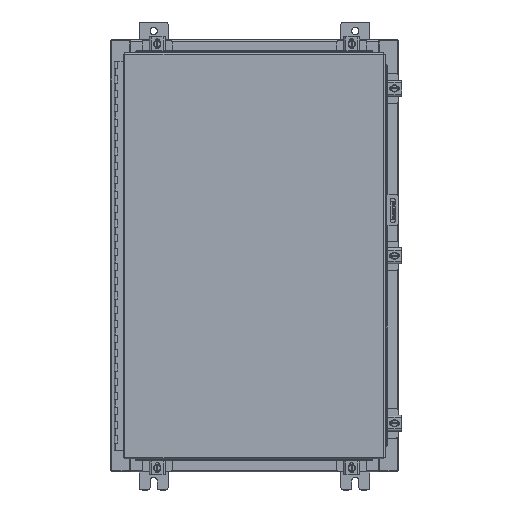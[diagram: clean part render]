
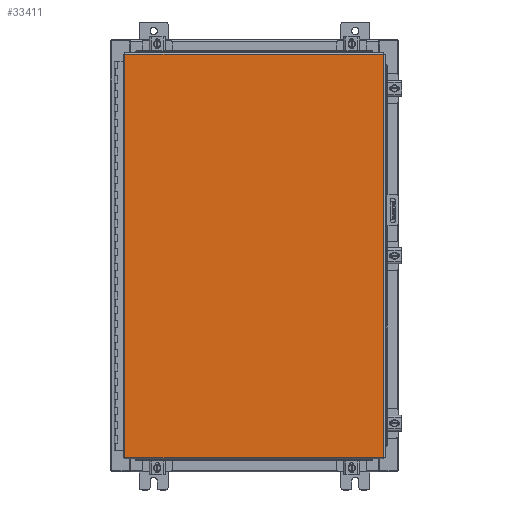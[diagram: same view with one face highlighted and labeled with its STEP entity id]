
A CAD part, top view. The second image highlights one B-rep face of the part: STEP entity #33411.
In plain terms, the highlighted planar face has unit normal (0, 0, 1).
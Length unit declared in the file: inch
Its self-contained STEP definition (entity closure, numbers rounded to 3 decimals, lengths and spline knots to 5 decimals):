
#662 = DIRECTION ( 'NONE',  ( 0., -1., 0. ) ) ;
#1158 = DIRECTION ( 'NONE',  ( 1., 0., 0. ) ) ;
#1172 = VECTOR ( 'NONE', #28872, 39.37008 ) ;
#3537 = DIRECTION ( 'NONE',  ( -1., 0., 0. ) ) ;
#3617 = LINE ( 'NONE', #35573, #18078 ) ;
#4246 = ORIENTED_EDGE ( 'NONE', *, *, #33424, .T. ) ;
#4256 = AXIS2_PLACEMENT_3D ( 'NONE', #17922, #20811, #3537 ) ;
#5541 = EDGE_CURVE ( 'NONE', #19054, #28630, #3617, .T. ) ;
#7177 = VECTOR ( 'NONE', #1158, 39.37008 ) ;
#8843 = LINE ( 'NONE', #28743, #1172 ) ;
#9013 = ORIENTED_EDGE ( 'NONE', *, *, #21008, .T. ) ;
#9112 = CARTESIAN_POINT ( 'NONE',  ( -8.9903, 14.0063, 0. ) ) ;
#11879 = ORIENTED_EDGE ( 'NONE', *, *, #5541, .T. ) ;
#12240 = LINE ( 'NONE', #23759, #19013 ) ;
#13957 = LINE ( 'NONE', #24251, #7177 ) ;
#15007 = VERTEX_POINT ( 'NONE', #27213 ) ;
#17922 = CARTESIAN_POINT ( 'NONE',  ( 0., 0., 0. ) ) ;
#18078 = VECTOR ( 'NONE', #24043, 39.37008 ) ;
#19013 = VECTOR ( 'NONE', #662, 39.37008 ) ;
#19054 = VERTEX_POINT ( 'NONE', #21519 ) ;
#19700 = EDGE_LOOP ( 'NONE', ( #23835, #9013, #11879, #4246 ) ) ;
#19886 = FACE_OUTER_BOUND ( 'NONE', #19700, .T. ) ;
#20811 = DIRECTION ( 'NONE',  ( 0., 0., -1. ) ) ;
#20848 = VERTEX_POINT ( 'NONE', #25319 ) ;
#21008 = EDGE_CURVE ( 'NONE', #20848, #19054, #8843, .T. ) ;
#21519 = CARTESIAN_POINT ( 'NONE',  ( 8.9903, 14.0063, 0. ) ) ;
#23759 = CARTESIAN_POINT ( 'NONE',  ( -8.9903, 14.0063, 0. ) ) ;
#23835 = ORIENTED_EDGE ( 'NONE', *, *, #28803, .T. ) ;
#24043 = DIRECTION ( 'NONE',  ( -1., 0., 0. ) ) ;
#24251 = CARTESIAN_POINT ( 'NONE',  ( -8.9903, -14.0063, 0. ) ) ;
#25319 = CARTESIAN_POINT ( 'NONE',  ( 8.9903, -14.0063, 0. ) ) ;
#27213 = CARTESIAN_POINT ( 'NONE',  ( -8.9903, -14.0063, 0. ) ) ;
#28630 = VERTEX_POINT ( 'NONE', #9112 ) ;
#28743 = CARTESIAN_POINT ( 'NONE',  ( 8.9903, -14.0063, 0. ) ) ;
#28803 = EDGE_CURVE ( 'NONE', #15007, #20848, #13957, .T. ) ;
#28872 = DIRECTION ( 'NONE',  ( 0., 1., 0. ) ) ;
#33411 = ADVANCED_FACE ( 'NONE', ( #19886 ), #35288, .F. ) ;
#33424 = EDGE_CURVE ( 'NONE', #28630, #15007, #12240, .T. ) ;
#35288 = PLANE ( 'NONE',  #4256 ) ;
#35573 = CARTESIAN_POINT ( 'NONE',  ( 8.9903, 14.0063, 0. ) ) ;
